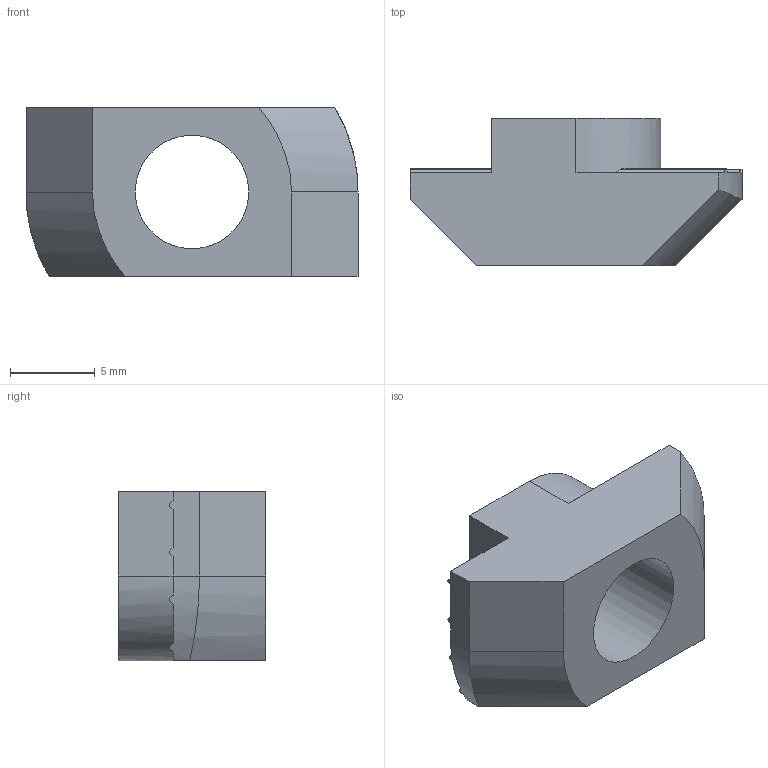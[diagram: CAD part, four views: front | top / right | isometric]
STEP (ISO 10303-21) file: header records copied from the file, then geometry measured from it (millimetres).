
FILE_DESCRIPTION(('STEP AP214'),'1');
FILE_NAME('cctmp_AF053EC7-08C2-41BC-B8B3-A56C7CF90CFC_2020_5_14_16_53_1_985..stp','2020-05-14T14:53:02',('Bosch Rexroth AG'),('CADClick - www.CADClick.com'),'Spatial InterOp 3D',' ','unknown authorization - (Healing Option Enabled)');
FILE_SCHEMA(('AUTOMOTIVE_DESIGN'));
Length unit declared in the file: millimetre
Products named in the file (1): 2020_05_14__16-53-01-985
Bounding box: 19.6 x 8.7 x 10 mm (x, y, z)
Volume: 871.3 mm3; surface area: 848.5 mm2
Topology: 1 solids, 1 shells, 52 faces, 148 edges, 98 vertices
Faces by surface type: plane 36, cylinder 16
Entity records: 2202 total; most frequent: CARTESIAN_POINT 371, ORIENTED_EDGE 296, DIRECTION 292, EDGE_CURVE 148, AXIS2_PLACEMENT_3D 99, VERTEX_POINT 98, LINE 94, VECTOR 94
